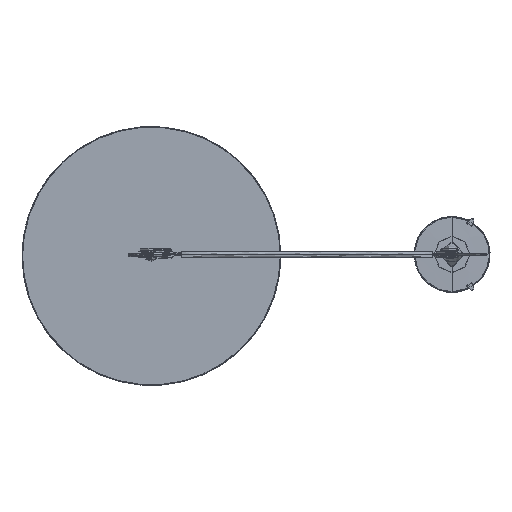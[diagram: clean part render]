
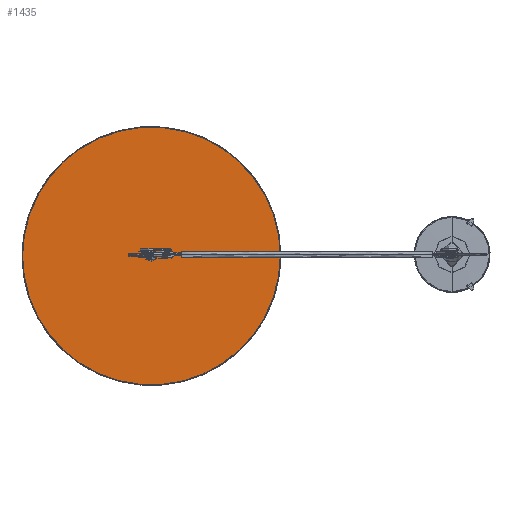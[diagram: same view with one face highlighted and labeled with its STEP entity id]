
A CAD part, top view. The second image highlights one B-rep face of the part: STEP entity #1435.
In plain terms, the highlighted planar face has unit normal (0, 0, -1).
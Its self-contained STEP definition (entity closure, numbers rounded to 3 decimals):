
#231=PLANE('',#23357);
#1435=ADVANCED_FACE('',(#2914),#231,.T.);
#2914=FACE_OUTER_BOUND('',#4431,.T.);
#4431=EDGE_LOOP('',(#8519,#8520));
#8519=ORIENTED_EDGE('',*,*,#14101,.T.);
#8520=ORIENTED_EDGE('',*,*,#14102,.T.);
#14101=EDGE_CURVE('',#20936,#20937,#18862,.T.);
#14102=EDGE_CURVE('',#20937,#20936,#18863,.T.);
#18862=(
BOUNDED_CURVE()
B_SPLINE_CURVE(2,(#52082,#52083,#52084,#52085,#52086),.UNSPECIFIED.,.F.,
 .F.)
B_SPLINE_CURVE_WITH_KNOTS((3,2,3),(-937.765,-468.883,
0.),.UNSPECIFIED.)
CURVE()
GEOMETRIC_REPRESENTATION_ITEM()
RATIONAL_B_SPLINE_CURVE((1.,0.707,1.,0.707,1.))
REPRESENTATION_ITEM('')
);
#18863=(
BOUNDED_CURVE()
B_SPLINE_CURVE(2,(#52087,#52088,#52089,#52090,#52091),.UNSPECIFIED.,.F.,
 .F.)
B_SPLINE_CURVE_WITH_KNOTS((3,2,3),(-1875.531,-1406.648,
-937.765),.UNSPECIFIED.)
CURVE()
GEOMETRIC_REPRESENTATION_ITEM()
RATIONAL_B_SPLINE_CURVE((1.,0.707,1.,0.707,1.))
REPRESENTATION_ITEM('')
);
#20936=VERTEX_POINT('',#52070);
#20937=VERTEX_POINT('',#52071);
#23357=AXIS2_PLACEMENT_3D('',#51848,#23633,$);
#23633=DIRECTION('',(0.,0.,-1.));
#51848=CARTESIAN_POINT('',(-501.047,-414.309,-1887.452));
#52070=CARTESIAN_POINT('',(-1158.947,-54.909,-1887.452));
#52071=CARTESIAN_POINT('',(-561.947,-54.909,-1887.452));
#52082=CARTESIAN_POINT('',(-1158.947,-54.909,-1887.452));
#52083=CARTESIAN_POINT('',(-1158.947,243.591,-1887.452));
#52084=CARTESIAN_POINT('',(-860.447,243.591,-1887.452));
#52085=CARTESIAN_POINT('',(-561.947,243.591,-1887.452));
#52086=CARTESIAN_POINT('',(-561.947,-54.909,-1887.452));
#52087=CARTESIAN_POINT('',(-561.947,-54.909,-1887.452));
#52088=CARTESIAN_POINT('',(-561.947,-353.409,-1887.452));
#52089=CARTESIAN_POINT('',(-860.447,-353.409,-1887.452));
#52090=CARTESIAN_POINT('',(-1158.947,-353.409,-1887.452));
#52091=CARTESIAN_POINT('',(-1158.947,-54.909,-1887.452));
